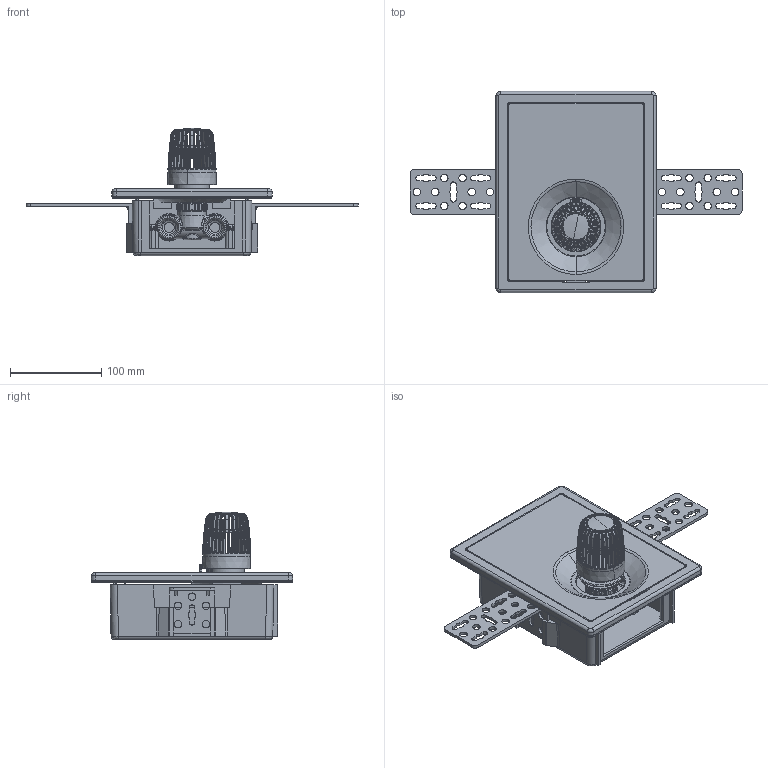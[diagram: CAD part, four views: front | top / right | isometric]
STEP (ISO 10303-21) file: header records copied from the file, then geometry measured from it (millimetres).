
FILE_DESCRIPTION((''),'2;1');
FILE_NAME('9317-00-800-ASM_ASM','2018-09-17T13:47:46',('marann'),(''),'CREO PARAMETRIC BY PTC INC, 2017380','CREO PARAMETRIC BY PTC INC, 2017380','');
FILE_SCHEMA(('CONFIG_CONTROL_DESIGN'));
Products named in the file (3): 9317-10-800_ZUS_SW0001; 6000-UNTERTEIL; 9317-00-800-ASM_ASM
Assembly tree (2 placements, depth 2):
  9317-00-800-ASM_ASM
    9317-10-800_ZUS_SW0001
    6000-UNTERTEIL
Bounding box: 363 x 220 x 139.32 mm (x, y, z)
Volume: 441784.8 mm3; surface area: 350982.5 mm2
Topology: 4 solids, 4 shells, 4349 faces, 11851 edges, 7417 vertices
Faces by surface type: plane 1415, cylinder 1332, bspline 738, torus 442, cone 380, sphere 40, extrusion 2
Entity records: 187280 total; most frequent: CARTESIAN_POINT 84776, ORIENTED_EDGE 23694, DIRECTION 18970, EDGE_CURVE 11847, VERTEX_POINT 7417, AXIS2_PLACEMENT_3D 7325, EDGE_LOOP 4516, FACE_OUTER_BOUND 4349
